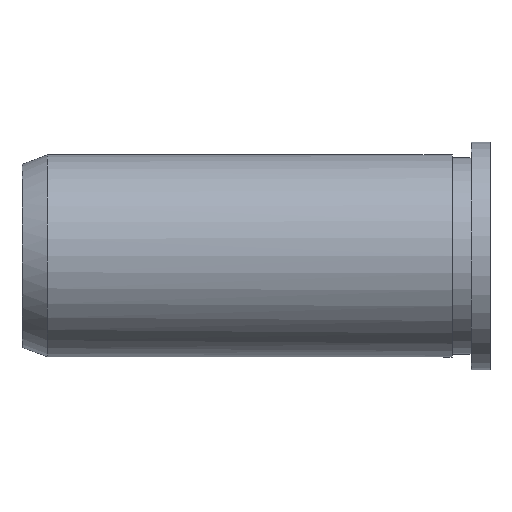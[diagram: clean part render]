
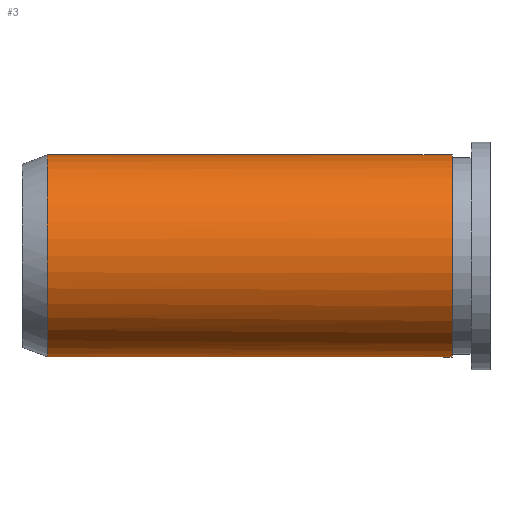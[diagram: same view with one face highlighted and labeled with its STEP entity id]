
A CAD part, top view. The second image highlights one B-rep face of the part: STEP entity #3.
In plain terms, the highlighted cylindrical face has radius 8 mm (diameter 16 mm), a full revolution.
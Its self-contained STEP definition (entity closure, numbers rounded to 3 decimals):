
#3 = ADVANCED_FACE ( 'NONE', ( #286, #362 ), #91, .T. ) ;
#10 = DIRECTION ( 'NONE',  ( 0., 0., 1. ) ) ;
#12 = EDGE_CURVE ( 'NONE', #340, #115, #292, .T. ) ;
#23 = DIRECTION ( 'NONE',  ( -1., 0., 0. ) ) ;
#29 = B_SPLINE_CURVE_WITH_KNOTS ( 'NONE', 3,
 ( #290, #281, #222, #184 ),
 .UNSPECIFIED., .F., .F.,
 ( 4, 4 ),
 ( 0., 0.001 ),
 .UNSPECIFIED. ) ;
#49 = CARTESIAN_POINT ( 'NONE',  ( -35., -7.965, -0.75 ) ) ;
#52 = VECTOR ( 'NONE', #161, 1000. ) ;
#66 = DIRECTION ( 'NONE',  ( 0., 0., 1. ) ) ;
#74 = EDGE_CURVE ( 'NONE', #340, #192, #29, .T. ) ;
#76 = ORIENTED_EDGE ( 'NONE', *, *, #302, .T. ) ;
#91 = CYLINDRICAL_SURFACE ( 'NONE', #315, 8. ) ;
#100 = VERTEX_POINT ( 'NONE', #49 ) ;
#108 = ORIENTED_EDGE ( 'NONE', *, *, #12, .F. ) ;
#110 = VECTOR ( 'NONE', #279, 1000. ) ;
#112 = AXIS2_PLACEMENT_3D ( 'NONE', #155, #257, #189 ) ;
#115 = VERTEX_POINT ( 'NONE', #185 ) ;
#141 = CIRCLE ( 'NONE', #381, 8. ) ;
#147 = CARTESIAN_POINT ( 'NONE',  ( -3.693, -7.965, -0.75 ) ) ;
#151 = EDGE_LOOP ( 'NONE', ( #76 ) ) ;
#155 = CARTESIAN_POINT ( 'NONE',  ( -3., 0., 0. ) ) ;
#161 = DIRECTION ( 'NONE',  ( -1., 0., 0. ) ) ;
#184 = CARTESIAN_POINT ( 'NONE',  ( -3.693, -7.965, -0.75 ) ) ;
#185 = CARTESIAN_POINT ( 'NONE',  ( -35., -7.965, 0.75 ) ) ;
#189 = DIRECTION ( 'NONE',  ( 0., 0., 1. ) ) ;
#192 = VERTEX_POINT ( 'NONE', #147 ) ;
#198 = CARTESIAN_POINT ( 'NONE',  ( -3., 0., 8. ) ) ;
#209 = CIRCLE ( 'NONE', #112, 8. ) ;
#213 = CARTESIAN_POINT ( 'NONE',  ( -38.588, 0., 0. ) ) ;
#222 = CARTESIAN_POINT ( 'NONE',  ( -3.654, -8.012, -0.25 ) ) ;
#223 = CARTESIAN_POINT ( 'NONE',  ( -3.693, -7.965, 0.75 ) ) ;
#225 = LINE ( 'NONE', #369, #52 ) ;
#237 = ORIENTED_EDGE ( 'NONE', *, *, #405, .T. ) ;
#238 = VERTEX_POINT ( 'NONE', #198 ) ;
#244 = EDGE_LOOP ( 'NONE', ( #325, #237, #260, #108 ) ) ;
#257 = DIRECTION ( 'NONE',  ( -1., 0., 0. ) ) ;
#260 = ORIENTED_EDGE ( 'NONE', *, *, #368, .F. ) ;
#279 = DIRECTION ( 'NONE',  ( -1., 0., 0. ) ) ;
#281 = CARTESIAN_POINT ( 'NONE',  ( -3.654, -8.012, 0.25 ) ) ;
#286 = FACE_OUTER_BOUND ( 'NONE', #244, .T. ) ;
#290 = CARTESIAN_POINT ( 'NONE',  ( -3.693, -7.965, 0.75 ) ) ;
#292 = LINE ( 'NONE', #310, #110 ) ;
#302 = EDGE_CURVE ( 'NONE', #238, #238, #209, .T. ) ;
#310 = CARTESIAN_POINT ( 'NONE',  ( -38.588, -7.965, 0.75 ) ) ;
#315 = AXIS2_PLACEMENT_3D ( 'NONE', #213, #407, #10 ) ;
#325 = ORIENTED_EDGE ( 'NONE', *, *, #74, .T. ) ;
#340 = VERTEX_POINT ( 'NONE', #223 ) ;
#362 = FACE_OUTER_BOUND ( 'NONE', #151, .T. ) ;
#368 = EDGE_CURVE ( 'NONE', #115, #100, #141, .T. ) ;
#369 = CARTESIAN_POINT ( 'NONE',  ( -38.588, -7.965, -0.75 ) ) ;
#381 = AXIS2_PLACEMENT_3D ( 'NONE', #425, #23, #66 ) ;
#405 = EDGE_CURVE ( 'NONE', #192, #100, #225, .T. ) ;
#407 = DIRECTION ( 'NONE',  ( -1., 0., 0. ) ) ;
#425 = CARTESIAN_POINT ( 'NONE',  ( -35., 0., 0. ) ) ;
